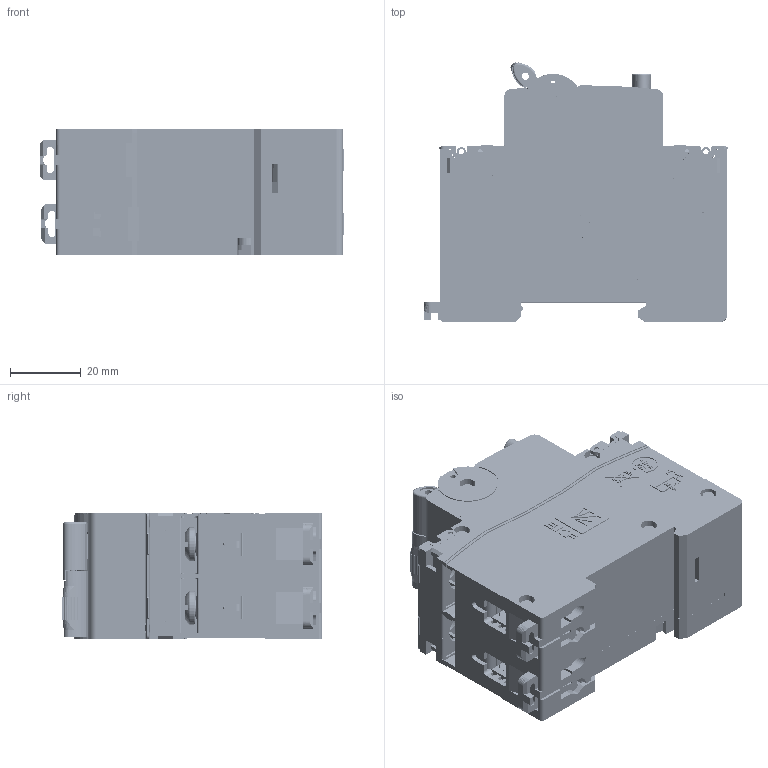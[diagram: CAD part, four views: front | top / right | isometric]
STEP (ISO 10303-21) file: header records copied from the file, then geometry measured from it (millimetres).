
FILE_DESCRIPTION (( 'STEP AP203' ), '1' );
FILE_NAME ('D63N26ES25C100.ÃÌ ÀÂÄÒ-63N 1P+N 25À (C) 100ìÀ (AC-S) ýë 6êÀ PROXIMA EKF.STEP', '2024-07-01T08:17:55', ( '' ), ( '' ), 'SwSTEP 2.0', 'SolidWorks 2021', '' );
FILE_SCHEMA (( 'CONFIG_CONTROL_DESIGN' ));
Products named in the file (1): D63N26ES25C100.ÃÌ ÀÂÄÒ-63N 1P+N 25À (C) 100ìÀ (AC-S) ýë 6êÀ PROXIMA EKF
Bounding box: 86.07 x 73.42 x 35.6 mm (x, y, z)
Volume: 72750.7 mm3; surface area: 117853 mm2
Topology: 94 solids, 97 shells, 8394 faces, 23179 edges, 15103 vertices
Faces by surface type: plane 5428, cylinder 2015, cone 488, bspline 353, torus 101, sphere 9
Entity records: 327179 total; most frequent: CARTESIAN_POINT 112397, ORIENTED_EDGE 46322, DIRECTION 42750, EDGE_CURVE 23161, LINE 16368, VECTOR 16368, VERTEX_POINT 15103, AXIS2_PLACEMENT_3D 13191
